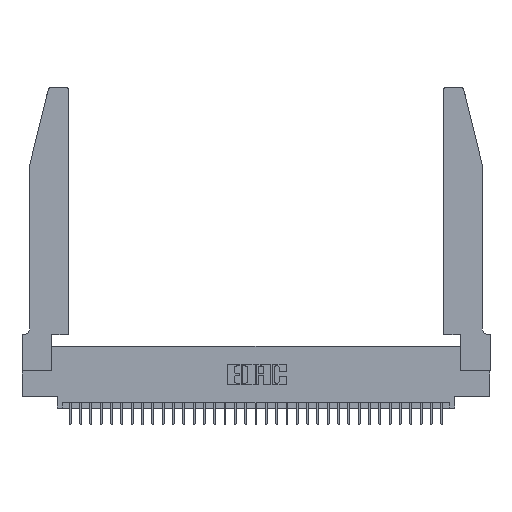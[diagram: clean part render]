
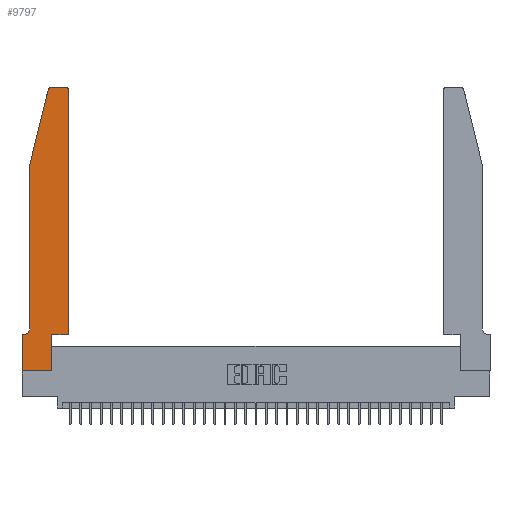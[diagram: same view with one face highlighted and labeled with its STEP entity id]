
A CAD part, top view. The second image highlights one B-rep face of the part: STEP entity #9797.
In plain terms, the highlighted planar face has unit normal (0, 0, 1).
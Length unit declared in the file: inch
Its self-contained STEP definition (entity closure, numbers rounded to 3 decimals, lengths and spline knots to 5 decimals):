
#332 = CARTESIAN_POINT ( 'NONE',  ( 0.284, 2.72, 0.37 ) ) ;
#1173 = ORIENTED_EDGE ( 'NONE', *, *, #26130, .T. ) ;
#1629 = VERTEX_POINT ( 'NONE', #2340 ) ;
#2340 = CARTESIAN_POINT ( 'NONE',  ( 0.4505, 2.72, 0.37 ) ) ;
#2470 = DIRECTION ( 'NONE',  ( 0., 0., 1. ) ) ;
#2587 = ORIENTED_EDGE ( 'NONE', *, *, #23431, .T. ) ;
#2660 = CARTESIAN_POINT ( 'NONE',  ( 0.0755, 0.42, 0.37 ) ) ;
#3095 = DIRECTION ( 'NONE',  ( 1., 0., 0. ) ) ;
#3446 = CIRCLE ( 'NONE', #19359, 0.03 ) ;
#3513 = LINE ( 'NONE', #21083, #24153 ) ;
#4933 = CARTESIAN_POINT ( 'NONE',  ( 0.4505, 0.35, 0.37 ) ) ;
#5028 = LINE ( 'NONE', #14373, #11348 ) ;
#5974 = CARTESIAN_POINT ( 'NONE',  ( 0.0055, 0.42, 0.37 ) ) ;
#6039 = VERTEX_POINT ( 'NONE', #20626 ) ;
#7431 = ORIENTED_EDGE ( 'NONE', *, *, #21871, .T. ) ;
#7640 = LINE ( 'NONE', #27000, #21071 ) ;
#7968 = VERTEX_POINT ( 'NONE', #15009 ) ;
#8679 = ORIENTED_EDGE ( 'NONE', *, *, #32610, .T. ) ;
#8691 = DIRECTION ( 'NONE',  ( -1., 0., 0. ) ) ;
#9300 = EDGE_LOOP ( 'NONE', ( #33764, #8679, #30171, #29785, #14950, #18510, #7431, #30164, #14534, #28919, #2587, #1173 ) ) ;
#9797 = ADVANCED_FACE ( 'NONE', ( #29998 ), #10541, .T. ) ;
#9810 = CARTESIAN_POINT ( 'NONE',  ( 0.4205, 2.75, 0.37 ) ) ;
#9890 = EDGE_CURVE ( 'NONE', #6039, #12237, #22139, .T. ) ;
#9944 = LINE ( 'NONE', #24720, #22511 ) ;
#10309 = CARTESIAN_POINT ( 'NONE',  ( 0.4205, 2.72, 0.37 ) ) ;
#10444 = VERTEX_POINT ( 'NONE', #2660 ) ;
#10541 = PLANE ( 'NONE',  #25090 ) ;
#10730 = CARTESIAN_POINT ( 'NONE',  ( 0.25487, 2.72718, 0.37 ) ) ;
#11246 = DIRECTION ( 'NONE',  ( 1., 0., 0. ) ) ;
#11348 = VECTOR ( 'NONE', #25124, 39.37008 ) ;
#11383 = DIRECTION ( 'NONE',  ( 0., -1., 0. ) ) ;
#11739 = CARTESIAN_POINT ( 'NONE',  ( 0., 0., 0.37 ) ) ;
#11878 = LINE ( 'NONE', #29890, #32286 ) ;
#12060 = VECTOR ( 'NONE', #11383, 39.37008 ) ;
#12163 = AXIS2_PLACEMENT_3D ( 'NONE', #5974, #24739, #8691 ) ;
#12237 = VERTEX_POINT ( 'NONE', #19039 ) ;
#12279 = AXIS2_PLACEMENT_3D ( 'NONE', #10309, #28946, #13012 ) ;
#12672 = VERTEX_POINT ( 'NONE', #20884 ) ;
#12770 = VERTEX_POINT ( 'NONE', #13132 ) ;
#13012 = DIRECTION ( 'NONE',  ( 1., 0., 0. ) ) ;
#13132 = CARTESIAN_POINT ( 'NONE',  ( 0.0755, 2., 0.37 ) ) ;
#13495 = VERTEX_POINT ( 'NONE', #10730 ) ;
#13610 = CIRCLE ( 'NONE', #12163, 0.07 ) ;
#13690 = DIRECTION ( 'NONE',  ( 0., -1., 0. ) ) ;
#13929 = CARTESIAN_POINT ( 'NONE',  ( 0.284, 2.75, 0.37 ) ) ;
#14373 = CARTESIAN_POINT ( 'NONE',  ( 0.2605, 2.75, 0.37 ) ) ;
#14534 = ORIENTED_EDGE ( 'NONE', *, *, #28861, .T. ) ;
#14950 = ORIENTED_EDGE ( 'NONE', *, *, #32656, .T. ) ;
#15009 = CARTESIAN_POINT ( 'NONE',  ( 0.4505, 0.35, 0.37 ) ) ;
#15016 = VERTEX_POINT ( 'NONE', #22672 ) ;
#15291 = VECTOR ( 'NONE', #26392, 39.37008 ) ;
#16529 = DIRECTION ( 'NONE',  ( -1., 0., 0. ) ) ;
#16670 = DIRECTION ( 'NONE',  ( 1., 0., 0. ) ) ;
#17253 = CIRCLE ( 'NONE', #12279, 0.03 ) ;
#18510 = ORIENTED_EDGE ( 'NONE', *, *, #9890, .T. ) ;
#19039 = CARTESIAN_POINT ( 'NONE',  ( 0., 0.35, 0.37 ) ) ;
#19275 = DIRECTION ( 'NONE',  ( 0., 0., 1. ) ) ;
#19359 = AXIS2_PLACEMENT_3D ( 'NONE', #332, #19275, #3095 ) ;
#20059 = LINE ( 'NONE', #32689, #12060 ) ;
#20626 = CARTESIAN_POINT ( 'NONE',  ( 0.0055, 0.35, 0.37 ) ) ;
#20783 = LINE ( 'NONE', #23171, #34007 ) ;
#20884 = CARTESIAN_POINT ( 'NONE',  ( 0.2865, 0., 0.37 ) ) ;
#21071 = VECTOR ( 'NONE', #13690, 39.37008 ) ;
#21083 = CARTESIAN_POINT ( 'NONE',  ( 0.2865, 0.35, 0.37 ) ) ;
#21339 = DIRECTION ( 'NONE',  ( 1., 0., 0. ) ) ;
#21871 = EDGE_CURVE ( 'NONE', #12237, #21977, #20059, .T. ) ;
#21977 = VERTEX_POINT ( 'NONE', #11739 ) ;
#22139 = LINE ( 'NONE', #24481, #33725 ) ;
#22511 = VECTOR ( 'NONE', #16670, 39.37008 ) ;
#22672 = CARTESIAN_POINT ( 'NONE',  ( 0.2865, 0.35, 0.37 ) ) ;
#23171 = CARTESIAN_POINT ( 'NONE',  ( 0.0755, 2., 0.37 ) ) ;
#23239 = LINE ( 'NONE', #4933, #15291 ) ;
#23324 = VERTEX_POINT ( 'NONE', #9810 ) ;
#23431 = EDGE_CURVE ( 'NONE', #7968, #1629, #23239, .T. ) ;
#23772 = DIRECTION ( 'NONE',  ( 0., 1., 0. ) ) ;
#24153 = VECTOR ( 'NONE', #23772, 39.37008 ) ;
#24481 = CARTESIAN_POINT ( 'NONE',  ( 0.0755, 0.35, 0.37 ) ) ;
#24720 = CARTESIAN_POINT ( 'NONE',  ( 0., 0., 0.37 ) ) ;
#24739 = DIRECTION ( 'NONE',  ( 0., 0., -1. ) ) ;
#25090 = AXIS2_PLACEMENT_3D ( 'NONE', #26584, #2470, #21339 ) ;
#25124 = DIRECTION ( 'NONE',  ( -1., 0., 0. ) ) ;
#25206 = EDGE_CURVE ( 'NONE', #23324, #31922, #5028, .T. ) ;
#25855 = DIRECTION ( 'NONE',  ( -0.239, -0.971, 0. ) ) ;
#26130 = EDGE_CURVE ( 'NONE', #1629, #23324, #17253, .T. ) ;
#26392 = DIRECTION ( 'NONE',  ( 0., 1., 0. ) ) ;
#26584 = CARTESIAN_POINT ( 'NONE',  ( 0., 0.35, 0.37 ) ) ;
#27000 = CARTESIAN_POINT ( 'NONE',  ( 0.0755, 2., 0.37 ) ) ;
#28465 = EDGE_CURVE ( 'NONE', #21977, #12672, #9944, .T. ) ;
#28861 = EDGE_CURVE ( 'NONE', #12672, #15016, #3513, .T. ) ;
#28919 = ORIENTED_EDGE ( 'NONE', *, *, #33208, .T. ) ;
#28946 = DIRECTION ( 'NONE',  ( 0., 0., 1. ) ) ;
#29785 = ORIENTED_EDGE ( 'NONE', *, *, #33591, .T. ) ;
#29890 = CARTESIAN_POINT ( 'NONE',  ( 0.4505, 0.35, 0.37 ) ) ;
#29998 = FACE_OUTER_BOUND ( 'NONE', #9300, .T. ) ;
#30164 = ORIENTED_EDGE ( 'NONE', *, *, #28465, .T. ) ;
#30171 = ORIENTED_EDGE ( 'NONE', *, *, #32206, .T. ) ;
#31922 = VERTEX_POINT ( 'NONE', #13929 ) ;
#32206 = EDGE_CURVE ( 'NONE', #13495, #12770, #20783, .T. ) ;
#32286 = VECTOR ( 'NONE', #11246, 39.37008 ) ;
#32610 = EDGE_CURVE ( 'NONE', #31922, #13495, #3446, .T. ) ;
#32656 = EDGE_CURVE ( 'NONE', #10444, #6039, #13610, .T. ) ;
#32689 = CARTESIAN_POINT ( 'NONE',  ( 0., 0., 0.37 ) ) ;
#33208 = EDGE_CURVE ( 'NONE', #15016, #7968, #11878, .T. ) ;
#33591 = EDGE_CURVE ( 'NONE', #12770, #10444, #7640, .T. ) ;
#33725 = VECTOR ( 'NONE', #16529, 39.37008 ) ;
#33764 = ORIENTED_EDGE ( 'NONE', *, *, #25206, .T. ) ;
#34007 = VECTOR ( 'NONE', #25855, 39.37008 ) ;
